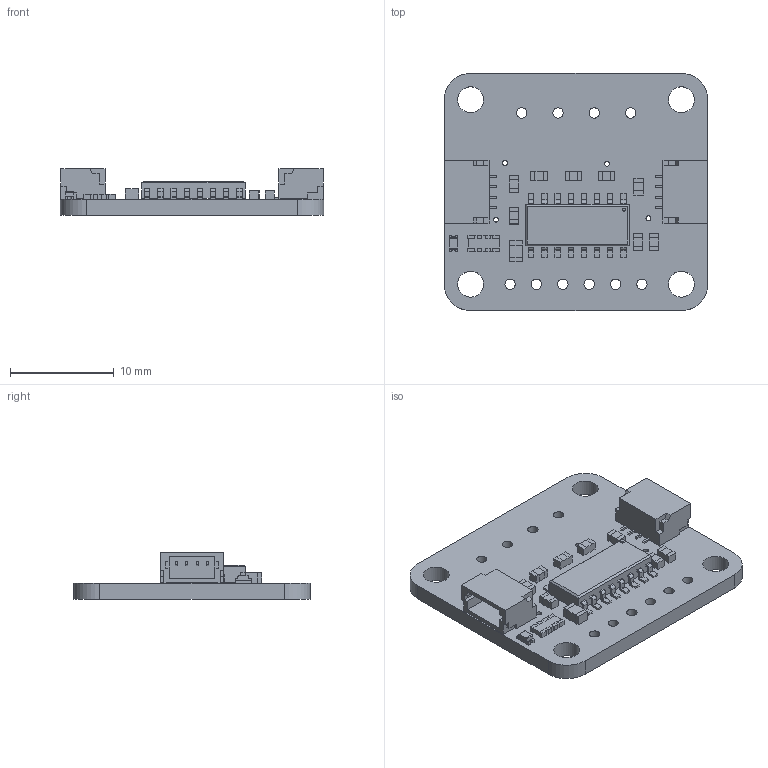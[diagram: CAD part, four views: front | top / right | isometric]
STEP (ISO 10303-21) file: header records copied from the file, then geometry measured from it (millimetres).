
FILE_DESCRIPTION(/* description */ (''),/* implementation_level */ '2;1');
FILE_NAME(/* name */ 'PCB Component.step',/* time_stamp */ '2022-12-13T08:59:52-05:00',/* author */ (''),/* organization */ (''),/* preprocessor_version */ 'ST-DEVELOPER v19.2',/* originating_system */ 'Autodesk Translation Framework v11.17.0.187',/* authorisation */ '');
FILE_SCHEMA (('AUTOMOTIVE_DESIGN { 1 0 10303 214 3 1 1 }'));
Length unit declared in the file: millimetre
Products named in the file (8): PCB Component; Board; 10uF; 51; 10K; STEMMA_I2C_QT; GREEN; NAU7802
Assembly tree (15 placements, depth 2):
  PCB Component
    Board
    10uF
    51  x8
    10K
    STEMMA_I2C_QT  x2
    GREEN
    NAU7802
Bounding box: 25.4 x 22.86 x 4.53 mm (x, y, z)
Volume: 1026.1 mm3; surface area: 1955.5 mm2
Topology: 19 solids, 19 shells, 690 faces, 1867 edges, 1242 vertices
Faces by surface type: plane 582, cylinder 104, bspline 4
Full cylindrical faces by diameter (mm): 0.3 x1, 0.483 x17, 1 x10, 2.5 x4
Entity records: 16731 total; most frequent: CARTESIAN_POINT 2877, ORIENTED_EDGE 2742, DIRECTION 2631, EDGE_CURVE 1371, LINE 1155, VECTOR 1155, VERTEX_POINT 912, AXIS2_PLACEMENT_3D 738
